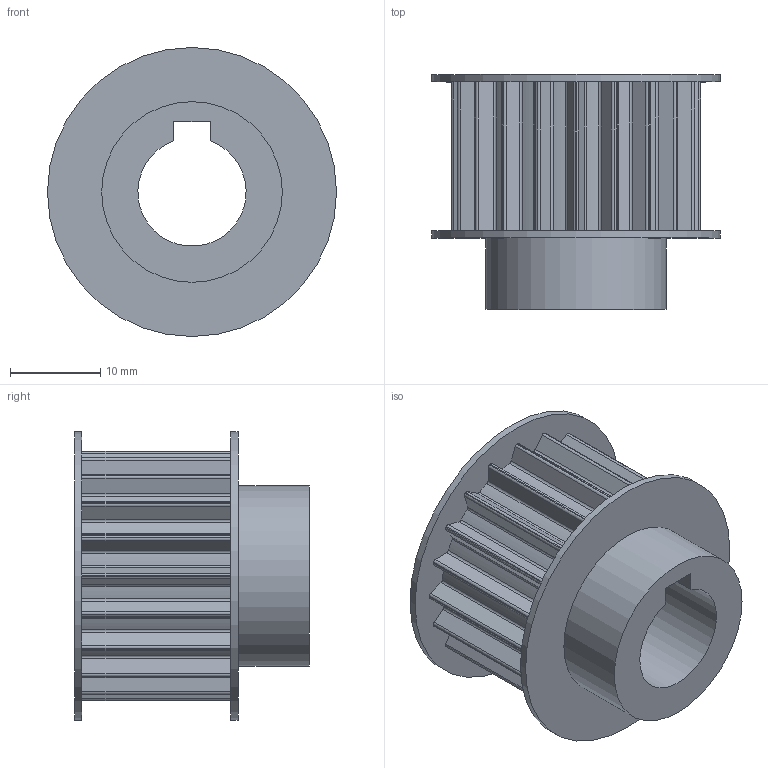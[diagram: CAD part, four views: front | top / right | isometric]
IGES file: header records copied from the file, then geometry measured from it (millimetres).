
Global section: file name: 904505.stp.ipt; native system: Autodesk Inventor 2014; preprocessor: unknown; author: zeman; date: 20151016.102150; units: millimetre
Bounding box: 32 x 26 x 32 mm (x, y, z)
Volume: 8673.9 mm3; surface area: 6745.7 mm2
Topology: 3 solids, 3 shells, 178 faces, 510 edges, 340 vertices
Faces by surface type: plane 71, cylinder 64, revolution 43
Full cylindrical faces by diameter (mm): 20 x2, 32 x2
